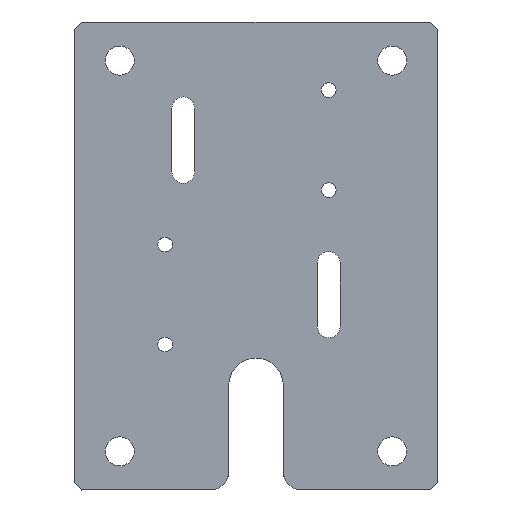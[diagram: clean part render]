
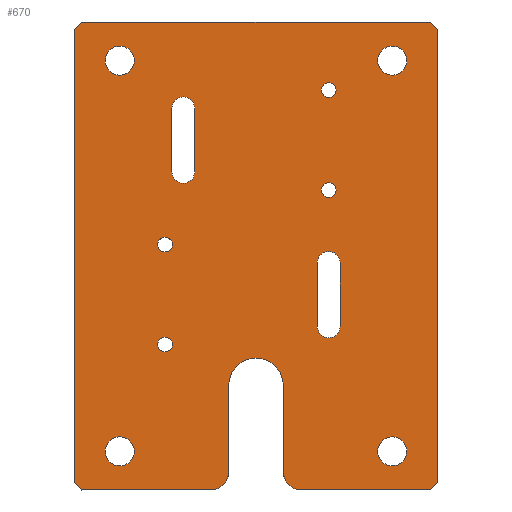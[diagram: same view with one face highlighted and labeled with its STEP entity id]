
A CAD part, top view. The second image highlights one B-rep face of the part: STEP entity #670.
In plain terms, the highlighted planar face has unit normal (0, 0, 1).
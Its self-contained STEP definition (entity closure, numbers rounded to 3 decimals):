
#48=FACE_BOUND('',#162,.T.);
#49=FACE_BOUND('',#163,.T.);
#50=FACE_BOUND('',#164,.T.);
#51=FACE_BOUND('',#165,.T.);
#52=FACE_BOUND('',#166,.T.);
#53=FACE_BOUND('',#167,.T.);
#54=FACE_BOUND('',#168,.T.);
#55=FACE_BOUND('',#169,.T.);
#56=FACE_BOUND('',#170,.T.);
#57=FACE_BOUND('',#171,.T.);
#73=CIRCLE('',#707,0.812);
#74=CIRCLE('',#709,0.812);
#75=CIRCLE('',#711,0.812);
#76=CIRCLE('',#713,0.812);
#77=CIRCLE('',#715,1.6);
#78=CIRCLE('',#717,1.6);
#79=CIRCLE('',#719,1.6);
#80=CIRCLE('',#721,1.6);
#81=CIRCLE('',#724,1.25);
#82=CIRCLE('',#727,1.25);
#83=CIRCLE('',#730,1.25);
#84=CIRCLE('',#733,1.25);
#85=CIRCLE('',#735,3.);
#86=CIRCLE('',#738,2.);
#87=CIRCLE('',#745,2.);
#119=FACE_OUTER_BOUND('',#161,.T.);
#161=EDGE_LOOP('',(#592,#593,#594,#595,#596,#597,#598,#599,#600,#601,#602,
#603,#604,#605));
#162=EDGE_LOOP('',(#606,#607,#608,#609));
#163=EDGE_LOOP('',(#610,#611,#612,#613));
#164=EDGE_LOOP('',(#614));
#165=EDGE_LOOP('',(#615));
#166=EDGE_LOOP('',(#616));
#167=EDGE_LOOP('',(#617));
#168=EDGE_LOOP('',(#618));
#169=EDGE_LOOP('',(#619));
#170=EDGE_LOOP('',(#620));
#171=EDGE_LOOP('',(#621));
#172=LINE('',#947,#232);
#178=LINE('',#958,#238);
#192=LINE('',#1018,#252);
#195=LINE('',#1023,#255);
#206=LINE('',#1061,#266);
#209=LINE('',#1069,#269);
#212=LINE('',#1077,#272);
#215=LINE('',#1085,#275);
#219=LINE('',#1097,#279);
#222=LINE('',#1104,#282);
#223=LINE('',#1107,#283);
#225=LINE('',#1111,#285);
#227=LINE('',#1114,#287);
#228=LINE('',#1117,#288);
#231=LINE('',#1124,#291);
#232=VECTOR('',#756,10.);
#238=VECTOR('',#764,10.);
#252=VECTOR('',#812,10.);
#255=VECTOR('',#817,10.);
#266=VECTOR('',#862,10.);
#269=VECTOR('',#871,10.);
#272=VECTOR('',#880,10.);
#275=VECTOR('',#889,10.);
#279=VECTOR('',#903,10.);
#282=VECTOR('',#912,10.);
#283=VECTOR('',#915,10.);
#285=VECTOR('',#919,10.);
#287=VECTOR('',#923,10.);
#288=VECTOR('',#926,10.);
#291=VECTOR('',#935,10.);
#292=VERTEX_POINT('',#945);
#293=VERTEX_POINT('',#946);
#297=VERTEX_POINT('',#956);
#325=VERTEX_POINT('',#1016);
#326=VERTEX_POINT('',#1017);
#327=VERTEX_POINT('',#1022);
#328=VERTEX_POINT('',#1026);
#329=VERTEX_POINT('',#1030);
#330=VERTEX_POINT('',#1034);
#331=VERTEX_POINT('',#1038);
#332=VERTEX_POINT('',#1042);
#333=VERTEX_POINT('',#1046);
#334=VERTEX_POINT('',#1050);
#335=VERTEX_POINT('',#1054);
#336=VERTEX_POINT('',#1058);
#337=VERTEX_POINT('',#1060);
#338=VERTEX_POINT('',#1064);
#339=VERTEX_POINT('',#1068);
#340=VERTEX_POINT('',#1074);
#341=VERTEX_POINT('',#1076);
#342=VERTEX_POINT('',#1080);
#343=VERTEX_POINT('',#1084);
#344=VERTEX_POINT('',#1090);
#345=VERTEX_POINT('',#1092);
#346=VERTEX_POINT('',#1096);
#347=VERTEX_POINT('',#1100);
#348=VERTEX_POINT('',#1106);
#349=VERTEX_POINT('',#1110);
#350=VERTEX_POINT('',#1116);
#351=VERTEX_POINT('',#1120);
#352=EDGE_CURVE('',#292,#293,#172,.T.);
#358=EDGE_CURVE('',#292,#297,#178,.T.);
#387=EDGE_CURVE('',#325,#326,#192,.T.);
#390=EDGE_CURVE('',#327,#326,#195,.T.);
#392=EDGE_CURVE('',#328,#328,#73,.F.);
#394=EDGE_CURVE('',#329,#329,#74,.F.);
#396=EDGE_CURVE('',#330,#330,#75,.F.);
#398=EDGE_CURVE('',#331,#331,#76,.F.);
#400=EDGE_CURVE('',#332,#332,#77,.T.);
#402=EDGE_CURVE('',#333,#333,#78,.T.);
#404=EDGE_CURVE('',#334,#334,#79,.T.);
#406=EDGE_CURVE('',#335,#335,#80,.T.);
#409=EDGE_CURVE('',#337,#336,#206,.T.);
#411=EDGE_CURVE('',#338,#337,#81,.T.);
#413=EDGE_CURVE('',#339,#338,#209,.T.);
#415=EDGE_CURVE('',#336,#339,#82,.T.);
#417=EDGE_CURVE('',#341,#340,#212,.T.);
#419=EDGE_CURVE('',#342,#341,#83,.T.);
#421=EDGE_CURVE('',#343,#342,#215,.T.);
#423=EDGE_CURVE('',#340,#343,#84,.T.);
#425=EDGE_CURVE('',#345,#344,#85,.T.);
#427=EDGE_CURVE('',#346,#345,#219,.T.);
#429=EDGE_CURVE('',#347,#346,#86,.T.);
#431=EDGE_CURVE('',#325,#347,#222,.T.);
#432=EDGE_CURVE('',#348,#327,#223,.T.);
#434=EDGE_CURVE('',#349,#348,#225,.T.);
#436=EDGE_CURVE('',#297,#349,#227,.T.);
#437=EDGE_CURVE('',#350,#293,#228,.T.);
#439=EDGE_CURVE('',#351,#350,#87,.T.);
#441=EDGE_CURVE('',#344,#351,#231,.T.);
#592=ORIENTED_EDGE('',*,*,#352,.F.);
#593=ORIENTED_EDGE('',*,*,#358,.T.);
#594=ORIENTED_EDGE('',*,*,#436,.T.);
#595=ORIENTED_EDGE('',*,*,#434,.T.);
#596=ORIENTED_EDGE('',*,*,#432,.T.);
#597=ORIENTED_EDGE('',*,*,#390,.T.);
#598=ORIENTED_EDGE('',*,*,#387,.F.);
#599=ORIENTED_EDGE('',*,*,#431,.T.);
#600=ORIENTED_EDGE('',*,*,#429,.T.);
#601=ORIENTED_EDGE('',*,*,#427,.T.);
#602=ORIENTED_EDGE('',*,*,#425,.T.);
#603=ORIENTED_EDGE('',*,*,#441,.T.);
#604=ORIENTED_EDGE('',*,*,#439,.T.);
#605=ORIENTED_EDGE('',*,*,#437,.T.);
#606=ORIENTED_EDGE('',*,*,#423,.T.);
#607=ORIENTED_EDGE('',*,*,#421,.T.);
#608=ORIENTED_EDGE('',*,*,#419,.T.);
#609=ORIENTED_EDGE('',*,*,#417,.T.);
#610=ORIENTED_EDGE('',*,*,#415,.T.);
#611=ORIENTED_EDGE('',*,*,#413,.T.);
#612=ORIENTED_EDGE('',*,*,#411,.T.);
#613=ORIENTED_EDGE('',*,*,#409,.T.);
#614=ORIENTED_EDGE('',*,*,#406,.T.);
#615=ORIENTED_EDGE('',*,*,#404,.T.);
#616=ORIENTED_EDGE('',*,*,#402,.T.);
#617=ORIENTED_EDGE('',*,*,#400,.T.);
#618=ORIENTED_EDGE('',*,*,#398,.T.);
#619=ORIENTED_EDGE('',*,*,#396,.T.);
#620=ORIENTED_EDGE('',*,*,#394,.T.);
#621=ORIENTED_EDGE('',*,*,#392,.T.);
#638=PLANE('',#747);
#670=ADVANCED_FACE('',(#119,#48,#49,#50,#51,#52,#53,#54,#55,#56,#57),#638,
 .T.);
#707=AXIS2_PLACEMENT_3D('',#1027,#821,#822);
#709=AXIS2_PLACEMENT_3D('',#1031,#826,#827);
#711=AXIS2_PLACEMENT_3D('',#1035,#831,#832);
#713=AXIS2_PLACEMENT_3D('',#1039,#836,#837);
#715=AXIS2_PLACEMENT_3D('',#1043,#841,#842);
#717=AXIS2_PLACEMENT_3D('',#1047,#846,#847);
#719=AXIS2_PLACEMENT_3D('',#1051,#851,#852);
#721=AXIS2_PLACEMENT_3D('',#1055,#856,#857);
#724=AXIS2_PLACEMENT_3D('',#1065,#866,#867);
#727=AXIS2_PLACEMENT_3D('',#1072,#875,#876);
#730=AXIS2_PLACEMENT_3D('',#1081,#884,#885);
#733=AXIS2_PLACEMENT_3D('',#1088,#893,#894);
#735=AXIS2_PLACEMENT_3D('',#1093,#898,#899);
#738=AXIS2_PLACEMENT_3D('',#1101,#907,#908);
#745=AXIS2_PLACEMENT_3D('',#1121,#930,#931);
#747=AXIS2_PLACEMENT_3D('',#1125,#936,#937);
#756=DIRECTION('',(-0.707,-0.707,0.));
#764=DIRECTION('',(0.,1.,0.));
#812=DIRECTION('',(-0.707,0.707,0.));
#817=DIRECTION('',(0.,-1.,0.));
#821=DIRECTION('center_axis',(0.,0.,1.));
#822=DIRECTION('ref_axis',(1.,0.,0.));
#826=DIRECTION('center_axis',(0.,0.,1.));
#827=DIRECTION('ref_axis',(1.,0.,0.));
#831=DIRECTION('center_axis',(0.,0.,1.));
#832=DIRECTION('ref_axis',(1.,0.,0.));
#836=DIRECTION('center_axis',(0.,0.,1.));
#837=DIRECTION('ref_axis',(1.,0.,0.));
#841=DIRECTION('center_axis',(0.,0.,-1.));
#842=DIRECTION('ref_axis',(1.,0.,0.));
#846=DIRECTION('center_axis',(0.,0.,-1.));
#847=DIRECTION('ref_axis',(1.,0.,0.));
#851=DIRECTION('center_axis',(0.,0.,-1.));
#852=DIRECTION('ref_axis',(1.,0.,0.));
#856=DIRECTION('center_axis',(0.,0.,-1.));
#857=DIRECTION('ref_axis',(1.,0.,0.));
#862=DIRECTION('',(0.,1.,0.));
#866=DIRECTION('center_axis',(0.,0.,-1.));
#867=DIRECTION('ref_axis',(-1.,0.,0.));
#871=DIRECTION('',(0.,-1.,0.));
#875=DIRECTION('center_axis',(0.,0.,-1.));
#876=DIRECTION('ref_axis',(1.,0.,0.));
#880=DIRECTION('',(0.,-1.,0.));
#884=DIRECTION('center_axis',(0.,0.,-1.));
#885=DIRECTION('ref_axis',(1.,0.,0.));
#889=DIRECTION('',(0.,1.,0.));
#893=DIRECTION('center_axis',(0.,0.,-1.));
#894=DIRECTION('ref_axis',(-1.,0.,0.));
#898=DIRECTION('center_axis',(0.,0.,-1.));
#899=DIRECTION('ref_axis',(1.,0.,0.));
#903=DIRECTION('',(0.,1.,0.));
#907=DIRECTION('center_axis',(0.,0.,1.));
#908=DIRECTION('ref_axis',(0.,-1.,0.));
#912=DIRECTION('',(1.,0.,0.));
#915=DIRECTION('',(-0.707,-0.707,0.));
#919=DIRECTION('',(-1.,0.,0.));
#923=DIRECTION('',(-0.707,0.707,0.));
#926=DIRECTION('',(1.,0.,0.));
#930=DIRECTION('center_axis',(0.,0.,1.));
#931=DIRECTION('ref_axis',(-1.,0.,0.));
#935=DIRECTION('',(0.,-1.,0.));
#936=DIRECTION('center_axis',(0.,0.,1.));
#937=DIRECTION('ref_axis',(1.,0.,0.));
#945=CARTESIAN_POINT('',(20.,-29.2,2.));
#946=CARTESIAN_POINT('',(19.2,-30.,2.));
#947=CARTESIAN_POINT('',(21.037,-28.163,2.));
#956=CARTESIAN_POINT('',(20.,20.7,2.));
#958=CARTESIAN_POINT('',(20.,-30.,2.));
#1016=CARTESIAN_POINT('',(-19.2,-30.,2.));
#1017=CARTESIAN_POINT('',(-20.,-29.2,2.));
#1018=CARTESIAN_POINT('',(-21.038,-28.163,2.));
#1022=CARTESIAN_POINT('',(-20.,20.7,2.));
#1023=CARTESIAN_POINT('',(-20.,20.7,2.));
#1026=CARTESIAN_POINT('',(-10.812,-14.,2.));
#1027=CARTESIAN_POINT('Origin',(-10.,-14.,2.));
#1030=CARTESIAN_POINT('',(7.189,14.,2.));
#1031=CARTESIAN_POINT('Origin',(8.,14.,2.));
#1034=CARTESIAN_POINT('',(7.189,3.,2.));
#1035=CARTESIAN_POINT('Origin',(8.,3.,2.));
#1038=CARTESIAN_POINT('',(-10.812,-3.,2.));
#1039=CARTESIAN_POINT('Origin',(-10.,-3.,2.));
#1042=CARTESIAN_POINT('',(13.4,-25.75,2.));
#1043=CARTESIAN_POINT('Origin',(15.,-25.75,2.));
#1046=CARTESIAN_POINT('',(-16.6,-25.75,2.));
#1047=CARTESIAN_POINT('Origin',(-15.,-25.75,2.));
#1050=CARTESIAN_POINT('',(13.4,17.25,2.));
#1051=CARTESIAN_POINT('Origin',(15.,17.25,2.));
#1054=CARTESIAN_POINT('',(-16.6,17.25,2.));
#1055=CARTESIAN_POINT('Origin',(-15.,17.25,2.));
#1058=CARTESIAN_POINT('',(-9.25,12.,2.));
#1060=CARTESIAN_POINT('',(-9.25,5.,2.));
#1061=CARTESIAN_POINT('',(-9.25,12.,2.));
#1064=CARTESIAN_POINT('',(-6.75,5.,2.));
#1065=CARTESIAN_POINT('Origin',(-8.,5.,2.));
#1068=CARTESIAN_POINT('',(-6.75,12.,2.));
#1069=CARTESIAN_POINT('',(-6.75,5.,2.));
#1072=CARTESIAN_POINT('Origin',(-8.,12.,2.));
#1074=CARTESIAN_POINT('',(9.25,-12.,2.));
#1076=CARTESIAN_POINT('',(9.25,-5.,2.));
#1077=CARTESIAN_POINT('',(9.25,-12.,2.));
#1080=CARTESIAN_POINT('',(6.75,-5.,2.));
#1081=CARTESIAN_POINT('Origin',(8.,-5.,2.));
#1084=CARTESIAN_POINT('',(6.75,-12.,2.));
#1085=CARTESIAN_POINT('',(6.75,-5.,2.));
#1088=CARTESIAN_POINT('Origin',(8.,-12.,2.));
#1090=CARTESIAN_POINT('',(3.,-18.5,2.));
#1092=CARTESIAN_POINT('',(-3.,-18.5,2.));
#1093=CARTESIAN_POINT('Origin',(0.,-18.5,2.));
#1096=CARTESIAN_POINT('',(-3.,-28.,2.));
#1097=CARTESIAN_POINT('',(-3.,-18.5,2.));
#1100=CARTESIAN_POINT('',(-5.,-30.,2.));
#1101=CARTESIAN_POINT('Origin',(-5.,-28.,2.));
#1104=CARTESIAN_POINT('',(-20.,-30.,2.));
#1106=CARTESIAN_POINT('',(-19.2,21.5,2.));
#1107=CARTESIAN_POINT('',(-20.,20.7,2.));
#1110=CARTESIAN_POINT('',(19.2,21.5,2.));
#1111=CARTESIAN_POINT('',(19.2,21.5,2.));
#1114=CARTESIAN_POINT('',(20.,20.7,2.));
#1116=CARTESIAN_POINT('',(5.,-30.,2.));
#1117=CARTESIAN_POINT('',(20.,-30.,2.));
#1120=CARTESIAN_POINT('',(3.,-28.,2.));
#1121=CARTESIAN_POINT('Origin',(5.,-28.,2.));
#1124=CARTESIAN_POINT('',(3.,-18.5,2.));
#1125=CARTESIAN_POINT('Origin',(0.,-4.25,
2.));
